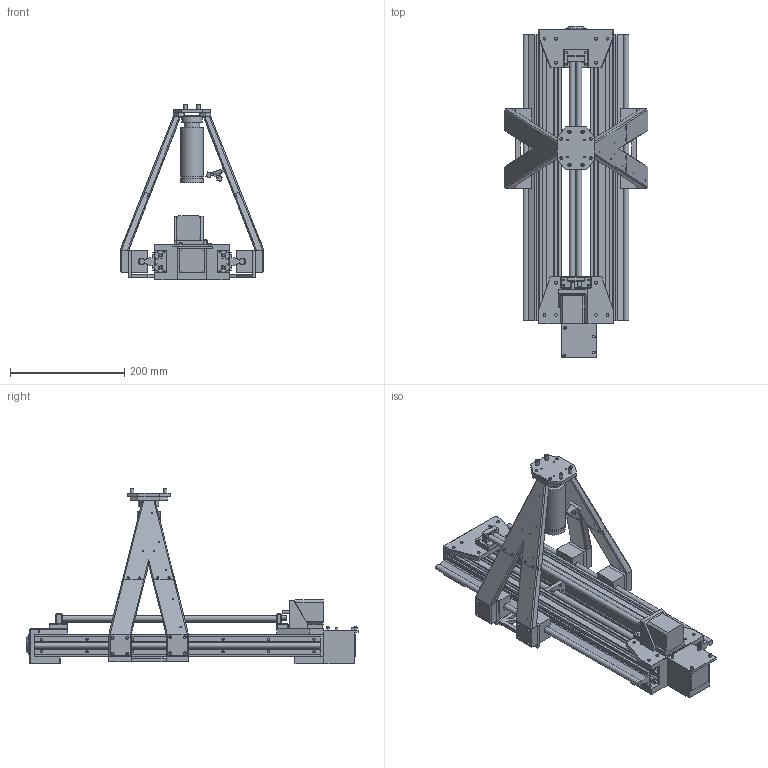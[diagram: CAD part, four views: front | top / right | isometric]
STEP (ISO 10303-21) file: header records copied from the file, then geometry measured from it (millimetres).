
FILE_DESCRIPTION(/* description */ (''),/* implementation_level */ '2;1');
FILE_NAME(/* name */ 'QC machine v37.step',/* time_stamp */ '2024-05-01T10:21:22-07:00',/* author */ (''),/* organization */ (''),/* preprocessor_version */ 'ST-DEVELOPER v20',/* originating_system */ 'Autodesk Translation Framework v12.20.1.177',/* authorisation */ '');
FILE_SCHEMA (('AUTOMOTIVE_DESIGN { 1 0 10303 214 3 1 1 }'));
Length unit declared in the file: millimetre
Products named in the file (31): QC machine in depth; aluminum extrusion1; motor housing; uppermotormount; Component52; linear rail; linear rail_1; carrage; Component55; coupler; ball screw; bearing (1); ball screw nut; end cap; endcap; bearing; roller assembly; rollermount; roller assembly_1; rod; bearing (3); Component45; camera; camera mount; camera gantry; endcap roller mount; gantry; Component58; Component58(Mirror) (1); Component62; motor 1
Assembly tree (39 placements, depth 3):
  QC machine in depth
    aluminum extrusion1  x2
    motor 1  x2
    motor housing
      uppermotormount
      Component52
    linear rail
      carrage
      Component55
    linear rail_1
      carrage
      Component55
    coupler
    ball screw
    bearing (1)
    ball screw nut
    end cap
      endcap
    bearing
    camera gantry  x2
    roller assembly
      rod
      bearing (3)  x2
    rollermount
    roller assembly_1
      rod
      bearing (3)  x2
    Component45
    camera
    camera mount
    endcap roller mount
    gantry
    Component58
    Component58(Mirror) (1)
    Component62
Bounding box: 251 x 580.1 x 306.93 mm (x, y, z)
Volume: 2571202.9 mm3; surface area: 1066816.1 mm2
Topology: 37 solids, 37 shells, 1270 faces, 3204 edges, 2101 vertices
Faces by surface type: plane 909, cylinder 346, bspline 14, cone 1
Full cylindrical faces by diameter (mm): 2 x14, 2.34 x12, 2.5 x8, 2.75 x4, 3 x18, 3.05 x8, 3.25 x2, 3.34 x4, 3.5 x8, 3.8 x6, 3.86 x2, 4 x68, 4.5 x1, 5 x58, 5.1 x36, 5.5 x5, 6 x14, 7 x4, 7.1 x5, 8 x4, 8.014 x2, 10 x26, 10.1 x4, 12 x2, 14.347 x1, 18.426 x1, 20 x1, 22 x2, 22.25 x1, 24.083 x2
Entity records: 33741 total; most frequent: CARTESIAN_POINT 6007, DIRECTION 5507, ORIENTED_EDGE 5308, EDGE_CURVE 2654, LINE 1985, VECTOR 1985, AXIS2_PLACEMENT_3D 1761, VERTEX_POINT 1735
